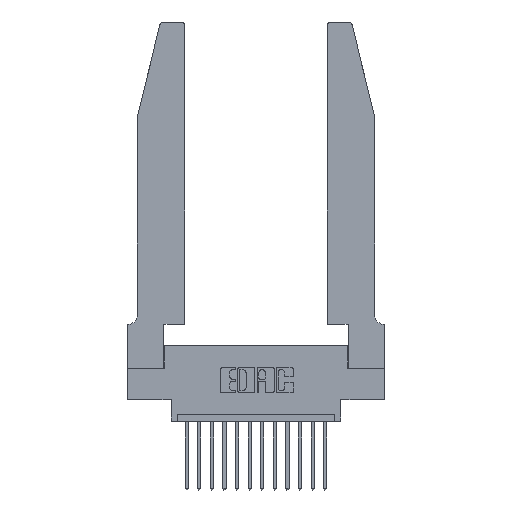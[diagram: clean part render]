
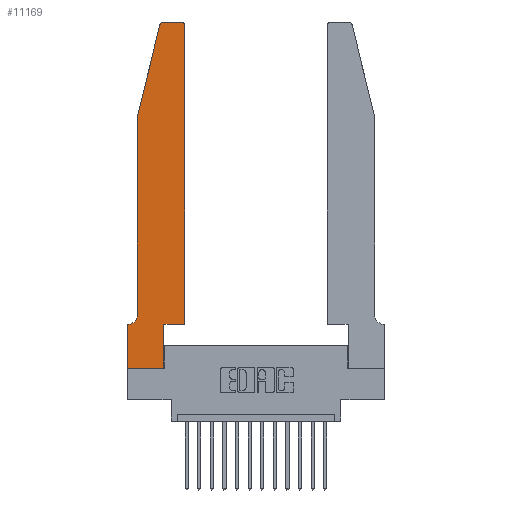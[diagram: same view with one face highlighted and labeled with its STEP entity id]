
A CAD part, top view. The second image highlights one B-rep face of the part: STEP entity #11169.
In plain terms, the highlighted planar face has unit normal (0, 0, 1).
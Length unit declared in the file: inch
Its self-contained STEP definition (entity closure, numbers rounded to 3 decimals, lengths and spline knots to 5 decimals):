
#405 = VERTEX_POINT ( 'NONE', #6107 ) ;
#431 = LINE ( 'NONE', #5448, #5058 ) ;
#506 = LINE ( 'NONE', #12189, #14850 ) ;
#581 = CARTESIAN_POINT ( 'NONE',  ( 0., 0.35, 0.37 ) ) ;
#594 = ORIENTED_EDGE ( 'NONE', *, *, #17860, .T. ) ;
#720 = CARTESIAN_POINT ( 'NONE',  ( 0.0055, 0.42, 0.37 ) ) ;
#1281 = AXIS2_PLACEMENT_3D ( 'NONE', #720, #11758, #17194 ) ;
#1659 = CARTESIAN_POINT ( 'NONE',  ( 0.2865, 0.35, 0.37 ) ) ;
#1909 = ORIENTED_EDGE ( 'NONE', *, *, #12333, .T. ) ;
#1997 = VERTEX_POINT ( 'NONE', #17253 ) ;
#2065 = FACE_OUTER_BOUND ( 'NONE', #9076, .T. ) ;
#2117 = CARTESIAN_POINT ( 'NONE',  ( 0.25487, 2.72718, 0.37 ) ) ;
#2278 = LINE ( 'NONE', #4973, #13322 ) ;
#2424 = DIRECTION ( 'NONE',  ( -1., 0., 0. ) ) ;
#2641 = VECTOR ( 'NONE', #16261, 39.37008 ) ;
#2745 = LINE ( 'NONE', #3382, #17026 ) ;
#3382 = CARTESIAN_POINT ( 'NONE',  ( 0.0755, 2., 0.37 ) ) ;
#3501 = DIRECTION ( 'NONE',  ( 1., 0., 0. ) ) ;
#3619 = CARTESIAN_POINT ( 'NONE',  ( 0.0755, 2., 0.37 ) ) ;
#3680 = DIRECTION ( 'NONE',  ( 0., -1., 0. ) ) ;
#3979 = EDGE_CURVE ( 'NONE', #5098, #5365, #9980, .T. ) ;
#4114 = ORIENTED_EDGE ( 'NONE', *, *, #5302, .T. ) ;
#4188 = CARTESIAN_POINT ( 'NONE',  ( 0.0755, 2., 0.37 ) ) ;
#4257 = EDGE_CURVE ( 'NONE', #405, #12470, #5680, .T. ) ;
#4294 = VERTEX_POINT ( 'NONE', #11752 ) ;
#4691 = ORIENTED_EDGE ( 'NONE', *, *, #9531, .T. ) ;
#4752 = CARTESIAN_POINT ( 'NONE',  ( 0., 0., 0.37 ) ) ;
#4820 = DIRECTION ( 'NONE',  ( -1., 0., 0. ) ) ;
#4973 = CARTESIAN_POINT ( 'NONE',  ( 0.4505, 0.35, 0.37 ) ) ;
#5039 = ORIENTED_EDGE ( 'NONE', *, *, #11515, .T. ) ;
#5053 = CARTESIAN_POINT ( 'NONE',  ( 0.0755, 0.35, 0.37 ) ) ;
#5058 = VECTOR ( 'NONE', #7957, 39.37008 ) ;
#5098 = VERTEX_POINT ( 'NONE', #2117 ) ;
#5302 = EDGE_CURVE ( 'NONE', #15902, #1997, #11027, .T. ) ;
#5365 = VERTEX_POINT ( 'NONE', #4188 ) ;
#5448 = CARTESIAN_POINT ( 'NONE',  ( 0.2865, 0.35, 0.37 ) ) ;
#5618 = CIRCLE ( 'NONE', #14294, 0.03 ) ;
#5680 = LINE ( 'NONE', #7339, #17567 ) ;
#6032 = EDGE_CURVE ( 'NONE', #12470, #5098, #5618, .T. ) ;
#6107 = CARTESIAN_POINT ( 'NONE',  ( 0.4205, 2.75, 0.37 ) ) ;
#6121 = DIRECTION ( 'NONE',  ( 1., 0., 0. ) ) ;
#6252 = VECTOR ( 'NONE', #2424, 39.37008 ) ;
#6288 = CARTESIAN_POINT ( 'NONE',  ( 0.284, 2.72, 0.37 ) ) ;
#7200 = ORIENTED_EDGE ( 'NONE', *, *, #8013, .T. ) ;
#7339 = CARTESIAN_POINT ( 'NONE',  ( 0.2605, 2.75, 0.37 ) ) ;
#7782 = DIRECTION ( 'NONE',  ( 0., 0., 1. ) ) ;
#7957 = DIRECTION ( 'NONE',  ( 0., 1., 0. ) ) ;
#8013 = EDGE_CURVE ( 'NONE', #15456, #17718, #9410, .T. ) ;
#8226 = DIRECTION ( 'NONE',  ( 0., 0., 1. ) ) ;
#8492 = ORIENTED_EDGE ( 'NONE', *, *, #3979, .T. ) ;
#8545 = CARTESIAN_POINT ( 'NONE',  ( 0.4205, 2.72, 0.37 ) ) ;
#8693 = ORIENTED_EDGE ( 'NONE', *, *, #14185, .T. ) ;
#8967 = CARTESIAN_POINT ( 'NONE',  ( 0.284, 2.75, 0.37 ) ) ;
#9076 = EDGE_LOOP ( 'NONE', ( #14046, #16416, #8492, #5039, #9741, #11965, #1909, #7200, #4691, #594, #4114, #8693 ) ) ;
#9410 = LINE ( 'NONE', #4752, #17419 ) ;
#9531 = EDGE_CURVE ( 'NONE', #17718, #15215, #431, .T. ) ;
#9741 = ORIENTED_EDGE ( 'NONE', *, *, #16005, .T. ) ;
#9778 = VERTEX_POINT ( 'NONE', #11133 ) ;
#9964 = CIRCLE ( 'NONE', #1281, 0.07 ) ;
#9980 = LINE ( 'NONE', #3619, #2641 ) ;
#10695 = CARTESIAN_POINT ( 'NONE',  ( 0.4505, 0.35, 0.37 ) ) ;
#11027 = LINE ( 'NONE', #10695, #15148 ) ;
#11133 = CARTESIAN_POINT ( 'NONE',  ( 0.0055, 0.35, 0.37 ) ) ;
#11169 = ADVANCED_FACE ( 'NONE', ( #2065 ), #15129, .T. ) ;
#11279 = CARTESIAN_POINT ( 'NONE',  ( 0.4505, 0.35, 0.37 ) ) ;
#11515 = EDGE_CURVE ( 'NONE', #5365, #4294, #2745, .T. ) ;
#11752 = CARTESIAN_POINT ( 'NONE',  ( 0.0755, 0.42, 0.37 ) ) ;
#11758 = DIRECTION ( 'NONE',  ( 0., 0., -1. ) ) ;
#11965 = ORIENTED_EDGE ( 'NONE', *, *, #17291, .T. ) ;
#12189 = CARTESIAN_POINT ( 'NONE',  ( 0., 0., 0.37 ) ) ;
#12333 = EDGE_CURVE ( 'NONE', #13207, #15456, #506, .T. ) ;
#12470 = VERTEX_POINT ( 'NONE', #8967 ) ;
#12825 = DIRECTION ( 'NONE',  ( 0., -1., 0. ) ) ;
#12941 = CARTESIAN_POINT ( 'NONE',  ( 0.2865, 0., 0.37 ) ) ;
#13207 = VERTEX_POINT ( 'NONE', #581 ) ;
#13322 = VECTOR ( 'NONE', #3501, 39.37008 ) ;
#13610 = DIRECTION ( 'NONE',  ( 0., 1., 0. ) ) ;
#13620 = LINE ( 'NONE', #5053, #6252 ) ;
#13675 = AXIS2_PLACEMENT_3D ( 'NONE', #8545, #15453, #16789 ) ;
#14046 = ORIENTED_EDGE ( 'NONE', *, *, #4257, .T. ) ;
#14185 = EDGE_CURVE ( 'NONE', #1997, #405, #14381, .T. ) ;
#14294 = AXIS2_PLACEMENT_3D ( 'NONE', #6288, #7782, #14520 ) ;
#14381 = CIRCLE ( 'NONE', #13675, 0.03 ) ;
#14453 = AXIS2_PLACEMENT_3D ( 'NONE', #16526, #8226, #15634 ) ;
#14520 = DIRECTION ( 'NONE',  ( 1., 0., 0. ) ) ;
#14850 = VECTOR ( 'NONE', #3680, 39.37008 ) ;
#15129 = PLANE ( 'NONE',  #14453 ) ;
#15148 = VECTOR ( 'NONE', #13610, 39.37008 ) ;
#15215 = VERTEX_POINT ( 'NONE', #1659 ) ;
#15453 = DIRECTION ( 'NONE',  ( 0., 0., 1. ) ) ;
#15456 = VERTEX_POINT ( 'NONE', #17472 ) ;
#15634 = DIRECTION ( 'NONE',  ( 1., 0., 0. ) ) ;
#15902 = VERTEX_POINT ( 'NONE', #11279 ) ;
#16005 = EDGE_CURVE ( 'NONE', #4294, #9778, #9964, .T. ) ;
#16261 = DIRECTION ( 'NONE',  ( -0.239, -0.971, 0. ) ) ;
#16416 = ORIENTED_EDGE ( 'NONE', *, *, #6032, .T. ) ;
#16526 = CARTESIAN_POINT ( 'NONE',  ( 0., 0.35, 0.37 ) ) ;
#16789 = DIRECTION ( 'NONE',  ( 1., 0., 0. ) ) ;
#17026 = VECTOR ( 'NONE', #12825, 39.37008 ) ;
#17194 = DIRECTION ( 'NONE',  ( -1., 0., 0. ) ) ;
#17253 = CARTESIAN_POINT ( 'NONE',  ( 0.4505, 2.72, 0.37 ) ) ;
#17291 = EDGE_CURVE ( 'NONE', #9778, #13207, #13620, .T. ) ;
#17419 = VECTOR ( 'NONE', #6121, 39.37008 ) ;
#17472 = CARTESIAN_POINT ( 'NONE',  ( 0., 0., 0.37 ) ) ;
#17567 = VECTOR ( 'NONE', #4820, 39.37008 ) ;
#17718 = VERTEX_POINT ( 'NONE', #12941 ) ;
#17860 = EDGE_CURVE ( 'NONE', #15215, #15902, #2278, .T. ) ;
